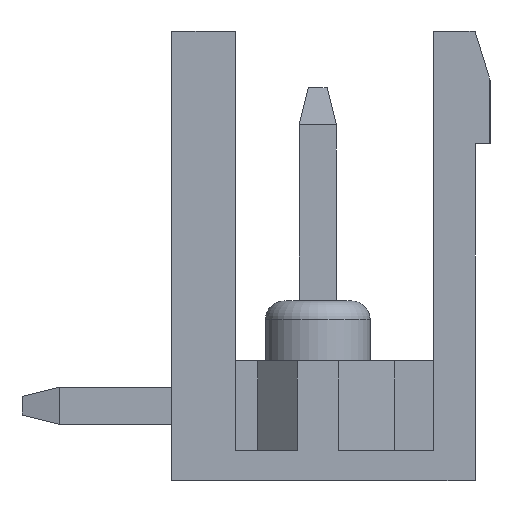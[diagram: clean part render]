
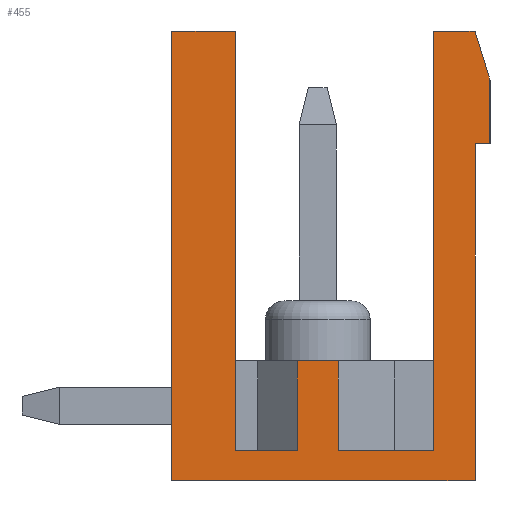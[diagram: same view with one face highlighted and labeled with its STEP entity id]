
A CAD part, left-side view. The second image highlights one B-rep face of the part: STEP entity #455.
In plain terms, the highlighted planar face has unit normal (-1, 0, 0).
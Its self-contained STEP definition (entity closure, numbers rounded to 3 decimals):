
#455 = ADVANCED_FACE( '', ( #1122 ), #1123, .T. );
#1122 = FACE_OUTER_BOUND( '', #2062, .T. );
#1123 = PLANE( '', #2063 );
#2062 = EDGE_LOOP( '', ( #3068, #3069, #3070, #3071, #3072, #3073, #3074, #3075, #3076, #3077, #3078, #3079, #3080, #3081, #3082 ) );
#2063 = AXIS2_PLACEMENT_3D( '', #3083, #3084, #3085 );
#3068 = ORIENTED_EDGE( '', *, *, #5887, .T. );
#3069 = ORIENTED_EDGE( '', *, *, #5888, .F. );
#3070 = ORIENTED_EDGE( '', *, *, #5889, .T. );
#3071 = ORIENTED_EDGE( '', *, *, #5890, .F. );
#3072 = ORIENTED_EDGE( '', *, *, #5891, .F. );
#3073 = ORIENTED_EDGE( '', *, *, #5892, .T. );
#3074 = ORIENTED_EDGE( '', *, *, #5883, .T. );
#3075 = ORIENTED_EDGE( '', *, *, #5893, .T. );
#3076 = ORIENTED_EDGE( '', *, *, #5894, .T. );
#3077 = ORIENTED_EDGE( '', *, *, #5895, .T. );
#3078 = ORIENTED_EDGE( '', *, *, #5896, .T. );
#3079 = ORIENTED_EDGE( '', *, *, #5897, .T. );
#3080 = ORIENTED_EDGE( '', *, *, #5898, .T. );
#3081 = ORIENTED_EDGE( '', *, *, #5899, .T. );
#3082 = ORIENTED_EDGE( '', *, *, #5900, .T. );
#3083 = CARTESIAN_POINT( '', ( -29.57, 0., 0. ) );
#3084 = DIRECTION( '', ( -1., 0., 0. ) );
#3085 = DIRECTION( '', ( 0., 0., 1. ) );
#5883 = EDGE_CURVE( '', #7077, #7075, #7078, .T. );
#5887 = EDGE_CURVE( '', #7083, #7084, #7085, .T. );
#5888 = EDGE_CURVE( '', #7086, #7084, #7087, .T. );
#5889 = EDGE_CURVE( '', #7086, #7088, #7089, .T. );
#5890 = EDGE_CURVE( '', #7090, #7088, #7091, .T. );
#5891 = EDGE_CURVE( '', #7092, #7090, #7093, .T. );
#5892 = EDGE_CURVE( '', #7092, #7077, #7094, .T. );
#5893 = EDGE_CURVE( '', #7075, #7095, #7096, .T. );
#5894 = EDGE_CURVE( '', #7095, #7097, #7098, .T. );
#5895 = EDGE_CURVE( '', #7097, #7099, #7100, .T. );
#5896 = EDGE_CURVE( '', #7099, #7101, #7102, .T. );
#5897 = EDGE_CURVE( '', #7101, #7103, #7104, .T. );
#5898 = EDGE_CURVE( '', #7103, #7105, #7106, .T. );
#5899 = EDGE_CURVE( '', #7105, #7107, #7108, .T. );
#5900 = EDGE_CURVE( '', #7107, #7083, #7109, .T. );
#7075 = VERTEX_POINT( '', #8818 );
#7077 = VERTEX_POINT( '', #8821 );
#7078 = LINE( '', #8822, #8823 );
#7083 = VERTEX_POINT( '', #8830 );
#7084 = VERTEX_POINT( '', #8831 );
#7085 = LINE( '', #8832, #8833 );
#7086 = VERTEX_POINT( '', #8834 );
#7087 = LINE( '', #8835, #8836 );
#7088 = VERTEX_POINT( '', #8837 );
#7089 = LINE( '', #8838, #8839 );
#7090 = VERTEX_POINT( '', #8840 );
#7091 = LINE( '', #8841, #8842 );
#7092 = VERTEX_POINT( '', #8843 );
#7093 = LINE( '', #8844, #8845 );
#7094 = LINE( '', #8846, #8847 );
#7095 = VERTEX_POINT( '', #8848 );
#7096 = LINE( '', #8849, #8850 );
#7097 = VERTEX_POINT( '', #8851 );
#7098 = LINE( '', #8852, #8853 );
#7099 = VERTEX_POINT( '', #8854 );
#7100 = LINE( '', #8855, #8856 );
#7101 = VERTEX_POINT( '', #8857 );
#7102 = LINE( '', #8858, #8859 );
#7103 = VERTEX_POINT( '', #8860 );
#7104 = LINE( '', #8861, #8862 );
#7105 = VERTEX_POINT( '', #8863 );
#7106 = LINE( '', #8864, #8865 );
#7107 = VERTEX_POINT( '', #8866 );
#7108 = LINE( '', #8867, #8868 );
#7109 = LINE( '', #8869, #8870 );
#8818 = CARTESIAN_POINT( '', ( -29.57, 2.35, -5.2 ) );
#8821 = CARTESIAN_POINT( '', ( -29.57, 0.7, -5.2 ) );
#8822 = CARTESIAN_POINT( '', ( -29.57, -2.95, -5.2 ) );
#8823 = VECTOR( '', #11163, 1000. );
#8830 = CARTESIAN_POINT( '', ( -29.57, -4.05, 6. ) );
#8831 = CARTESIAN_POINT( '', ( -29.57, -2.95, 6. ) );
#8832 = CARTESIAN_POINT( '', ( -29.57, -4.05, 6. ) );
#8833 = VECTOR( '', #11166, 1000. );
#8834 = CARTESIAN_POINT( '', ( -29.57, -2.95, -5.2 ) );
#8835 = CARTESIAN_POINT( '', ( -29.57, -2.95, -5.2 ) );
#8836 = VECTOR( '', #11167, 1000. );
#8837 = CARTESIAN_POINT( '', ( -29.57, -0.4, -5.2 ) );
#8838 = CARTESIAN_POINT( '', ( -29.57, -2.95, -5.2 ) );
#8839 = VECTOR( '', #11168, 1000. );
#8840 = CARTESIAN_POINT( '', ( -29.57, -0.4, -2.8 ) );
#8841 = CARTESIAN_POINT( '', ( -29.57, -0.4, -2.8 ) );
#8842 = VECTOR( '', #11169, 1000. );
#8843 = CARTESIAN_POINT( '', ( -29.57, 0.7, -2.8 ) );
#8844 = CARTESIAN_POINT( '', ( -29.57, 0.7, -2.8 ) );
#8845 = VECTOR( '', #11170, 1000. );
#8846 = CARTESIAN_POINT( '', ( -29.57, 0.7, -2.8 ) );
#8847 = VECTOR( '', #11171, 1000. );
#8848 = CARTESIAN_POINT( '', ( -29.57, 2.35, 6. ) );
#8849 = CARTESIAN_POINT( '', ( -29.57, 2.35, -5.2 ) );
#8850 = VECTOR( '', #11172, 1000. );
#8851 = CARTESIAN_POINT( '', ( -29.57, 4.05, 6. ) );
#8852 = CARTESIAN_POINT( '', ( -29.57, -4.05, 6. ) );
#8853 = VECTOR( '', #11173, 1000. );
#8854 = CARTESIAN_POINT( '', ( -29.57, 4.05, -6. ) );
#8855 = CARTESIAN_POINT( '', ( -29.57, 4.05, 6. ) );
#8856 = VECTOR( '', #11174, 1000. );
#8857 = CARTESIAN_POINT( '', ( -29.57, -4.05, -6. ) );
#8858 = CARTESIAN_POINT( '', ( -29.57, 4.05, -6. ) );
#8859 = VECTOR( '', #11175, 1000. );
#8860 = CARTESIAN_POINT( '', ( -29.57, -4.05, 3. ) );
#8861 = CARTESIAN_POINT( '', ( -29.57, -4.05, -6. ) );
#8862 = VECTOR( '', #11176, 1000. );
#8863 = CARTESIAN_POINT( '', ( -29.57, -4.45, 3. ) );
#8864 = CARTESIAN_POINT( '', ( -29.57, -4.05, 3. ) );
#8865 = VECTOR( '', #11177, 1000. );
#8866 = CARTESIAN_POINT( '', ( -29.57, -4.45, 4.7 ) );
#8867 = CARTESIAN_POINT( '', ( -29.57, -4.45, 3. ) );
#8868 = VECTOR( '', #11178, 1000. );
#8869 = CARTESIAN_POINT( '', ( -29.57, -4.45, 4.7 ) );
#8870 = VECTOR( '', #11179, 1000. );
#11163 = DIRECTION( '', ( 0., 1., 0. ) );
#11166 = DIRECTION( '', ( 0., 1., 0. ) );
#11167 = DIRECTION( '', ( 0., 0., 1. ) );
#11168 = DIRECTION( '', ( 0., 1., 0. ) );
#11169 = DIRECTION( '', ( 0., 0., -1. ) );
#11170 = DIRECTION( '', ( 0., -1., 0. ) );
#11171 = DIRECTION( '', ( 0., 0., -1. ) );
#11172 = DIRECTION( '', ( 0., 0., 1. ) );
#11173 = DIRECTION( '', ( 0., 1., 0. ) );
#11174 = DIRECTION( '', ( 0., 0., -1. ) );
#11175 = DIRECTION( '', ( 0., -1., 0. ) );
#11176 = DIRECTION( '', ( 0., 0., 1. ) );
#11177 = DIRECTION( '', ( 0., -1., 0. ) );
#11178 = DIRECTION( '', ( 0., 0., 1. ) );
#11179 = DIRECTION( '', ( 0., 0.294, 0.956 ) );
